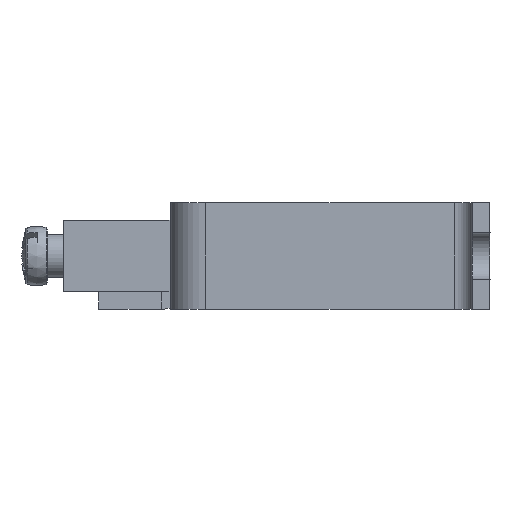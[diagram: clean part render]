
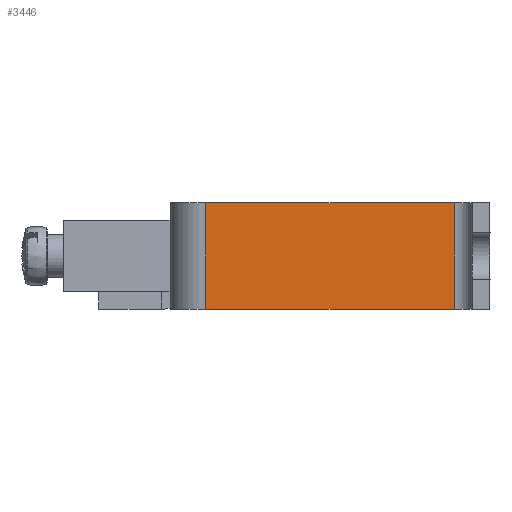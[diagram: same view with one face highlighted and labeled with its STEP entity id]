
A CAD part, left-side view. The second image highlights one B-rep face of the part: STEP entity #3446.
In plain terms, the highlighted planar face has unit normal (-1, 0, 0).
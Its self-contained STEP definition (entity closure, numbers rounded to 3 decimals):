
#459=LINE('',#5520,#625);
#467=LINE('',#5536,#633);
#475=LINE('',#5559,#641);
#476=LINE('',#5563,#642);
#625=VECTOR('',#4372,12.);
#633=VECTOR('',#4386,28.);
#641=VECTOR('',#4418,12.);
#642=VECTOR('',#4425,28.);
#781=PLANE('',#3718);
#1084=FACE_OUTER_BOUND('',#1302,.T.);
#1302=EDGE_LOOP('',(#2921,#2922,#2923,#2924));
#1930=VERTEX_POINT('',#5509);
#1931=VERTEX_POINT('',#5513);
#1936=VERTEX_POINT('',#5534);
#1939=VERTEX_POINT('',#5558);
#2299=EDGE_CURVE('',#1930,#1931,#459,.T.);
#2307=EDGE_CURVE('',#1936,#1931,#467,.T.);
#2319=EDGE_CURVE('',#1936,#1939,#475,.T.);
#2322=EDGE_CURVE('',#1930,#1939,#476,.T.);
#2921=ORIENTED_EDGE('',*,*,#2299,.T.);
#2922=ORIENTED_EDGE('',*,*,#2307,.F.);
#2923=ORIENTED_EDGE('',*,*,#2319,.T.);
#2924=ORIENTED_EDGE('',*,*,#2322,.F.);
#3446=ADVANCED_FACE('',(#1084),#781,.T.);
#3718=AXIS2_PLACEMENT_3D('',#5570,#4436,#4437);
#4372=DIRECTION('',(0.,-1.,0.));
#4386=DIRECTION('',(0.,0.,-1.));
#4418=DIRECTION('',(0.,1.,0.));
#4425=DIRECTION('',(0.,0.,1.));
#4436=DIRECTION('center_axis',(-1.,0.,0.));
#4437=DIRECTION('ref_axis',(0.,0.,1.));
#5509=CARTESIAN_POINT('',(-113.,6.,-30.));
#5513=CARTESIAN_POINT('',(-113.,-6.,-30.));
#5520=CARTESIAN_POINT('',(-113.,-3.,-30.));
#5534=CARTESIAN_POINT('',(-113.,-6.,-2.));
#5536=CARTESIAN_POINT('',(-113.,-6.,-2.));
#5558=CARTESIAN_POINT('',(-113.,6.,-2.));
#5559=CARTESIAN_POINT('',(-113.,0.,-2.));
#5563=CARTESIAN_POINT('',(-113.,6.,7.048));
#5570=CARTESIAN_POINT('Origin',(-113.,0.,-15.738));
